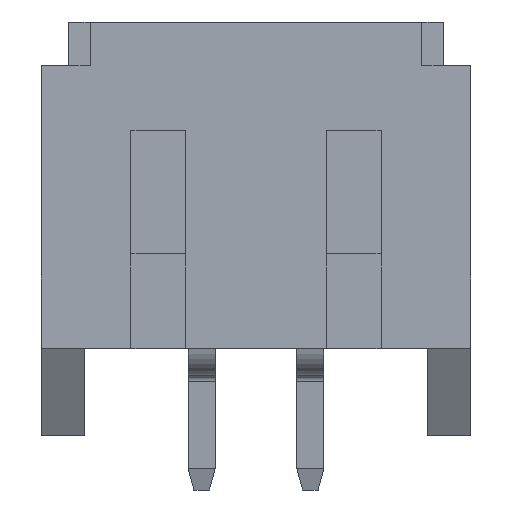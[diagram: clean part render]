
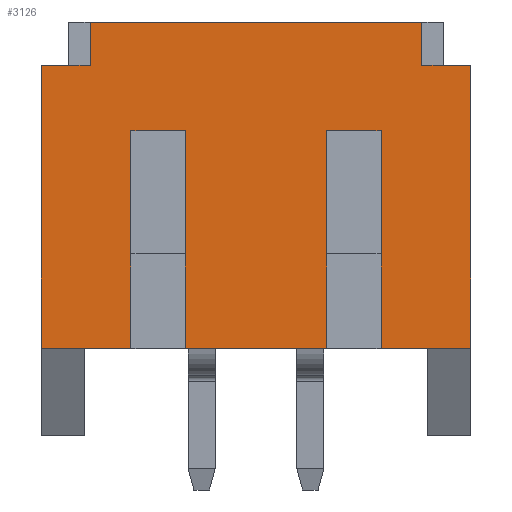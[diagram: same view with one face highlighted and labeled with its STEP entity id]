
A CAD part, top view. The second image highlights one B-rep face of the part: STEP entity #3126.
In plain terms, the highlighted planar face has unit normal (0, 0, 1).
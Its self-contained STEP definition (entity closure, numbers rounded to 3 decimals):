
#142=FACE_OUTER_BOUND('',#306,.T.);
#306=EDGE_LOOP('',(#2487,#2488,#2489,#2490,#2491,#2492,#2493,#2494,#2495,
#2496,#2497,#2498,#2499,#2500,#2501,#2502));
#531=LINE('',#4528,#961);
#536=LINE('',#4538,#966);
#547=LINE('',#4561,#977);
#575=LINE('',#4619,#1005);
#579=LINE('',#4627,#1009);
#583=LINE('',#4635,#1013);
#625=LINE('',#4714,#1055);
#636=LINE('',#4737,#1066);
#656=LINE('',#4778,#1086);
#674=LINE('',#4813,#1104);
#675=LINE('',#4815,#1105);
#676=LINE('',#4816,#1106);
#677=LINE('',#4818,#1107);
#678=LINE('',#4819,#1108);
#679=LINE('',#4820,#1109);
#680=LINE('',#4821,#1110);
#961=VECTOR('',#3699,1000.);
#966=VECTOR('',#3706,1000.);
#977=VECTOR('',#3719,1000.);
#1005=VECTOR('',#3761,1000.);
#1009=VECTOR('',#3765,1000.);
#1013=VECTOR('',#3769,1000.);
#1055=VECTOR('',#3821,1000.);
#1066=VECTOR('',#3840,1000.);
#1086=VECTOR('',#3872,1000.);
#1104=VECTOR('',#3902,1000.);
#1105=VECTOR('',#3903,1000.);
#1106=VECTOR('',#3904,1000.);
#1107=VECTOR('',#3905,1000.);
#1108=VECTOR('',#3906,1000.);
#1109=VECTOR('',#3907,1000.);
#1110=VECTOR('',#3908,1000.);
#1351=VERTEX_POINT('',#4525);
#1352=VERTEX_POINT('',#4527);
#1356=VERTEX_POINT('',#4537);
#1366=VERTEX_POINT('',#4558);
#1367=VERTEX_POINT('',#4560);
#1390=VERTEX_POINT('',#4618);
#1393=VERTEX_POINT('',#4624);
#1394=VERTEX_POINT('',#4626);
#1397=VERTEX_POINT('',#4632);
#1398=VERTEX_POINT('',#4634);
#1427=VERTEX_POINT('',#4704);
#1438=VERTEX_POINT('',#4735);
#1453=VERTEX_POINT('',#4777);
#1464=VERTEX_POINT('',#4812);
#1465=VERTEX_POINT('',#4814);
#1466=VERTEX_POINT('',#4817);
#1697=EDGE_CURVE('',#1351,#1352,#531,.T.);
#1702=EDGE_CURVE('',#1356,#1352,#536,.T.);
#1713=EDGE_CURVE('',#1367,#1366,#547,.T.);
#1743=EDGE_CURVE('',#1390,#1356,#575,.T.);
#1747=EDGE_CURVE('',#1394,#1393,#579,.T.);
#1751=EDGE_CURVE('',#1398,#1397,#583,.T.);
#1793=EDGE_CURVE('',#1427,#1398,#625,.T.);
#1804=EDGE_CURVE('',#1397,#1438,#636,.T.);
#1828=EDGE_CURVE('',#1390,#1453,#656,.T.);
#1846=EDGE_CURVE('',#1394,#1464,#674,.T.);
#1847=EDGE_CURVE('',#1465,#1393,#675,.T.);
#1848=EDGE_CURVE('',#1453,#1465,#676,.T.);
#1849=EDGE_CURVE('',#1351,#1466,#677,.T.);
#1850=EDGE_CURVE('',#1367,#1466,#678,.T.);
#1851=EDGE_CURVE('',#1427,#1366,#679,.T.);
#1852=EDGE_CURVE('',#1464,#1438,#680,.T.);
#2487=ORIENTED_EDGE('',*,*,#1846,.F.);
#2488=ORIENTED_EDGE('',*,*,#1747,.T.);
#2489=ORIENTED_EDGE('',*,*,#1847,.F.);
#2490=ORIENTED_EDGE('',*,*,#1848,.F.);
#2491=ORIENTED_EDGE('',*,*,#1828,.F.);
#2492=ORIENTED_EDGE('',*,*,#1743,.T.);
#2493=ORIENTED_EDGE('',*,*,#1702,.T.);
#2494=ORIENTED_EDGE('',*,*,#1697,.F.);
#2495=ORIENTED_EDGE('',*,*,#1849,.T.);
#2496=ORIENTED_EDGE('',*,*,#1850,.F.);
#2497=ORIENTED_EDGE('',*,*,#1713,.T.);
#2498=ORIENTED_EDGE('',*,*,#1851,.F.);
#2499=ORIENTED_EDGE('',*,*,#1793,.T.);
#2500=ORIENTED_EDGE('',*,*,#1751,.T.);
#2501=ORIENTED_EDGE('',*,*,#1804,.T.);
#2502=ORIENTED_EDGE('',*,*,#1852,.F.);
#2968=PLANE('',#3324);
#3126=ADVANCED_FACE('',(#142),#2968,.F.);
#3324=AXIS2_PLACEMENT_3D('',#4811,#3900,#3901);
#3699=DIRECTION('',(1.,0.,0.));
#3706=DIRECTION('',(0.,1.,0.));
#3719=DIRECTION('',(0.,-1.,0.));
#3761=DIRECTION('',(1.,0.,0.));
#3765=DIRECTION('',(1.,0.,0.));
#3769=DIRECTION('',(1.,0.,0.));
#3821=DIRECTION('',(0.,-1.,0.));
#3840=DIRECTION('',(0.,1.,0.));
#3872=DIRECTION('',(0.,1.,0.));
#3900=DIRECTION('center_axis',(0.,0.,
-1.));
#3901=DIRECTION('ref_axis',(0.,-1.,0.));
#3902=DIRECTION('',(0.,1.,0.));
#3903=DIRECTION('',(0.,-1.,0.));
#3904=DIRECTION('',(-1.,0.,0.));
#3905=DIRECTION('',(0.,1.,0.));
#3906=DIRECTION('',(1.,0.,0.));
#3907=DIRECTION('',(1.,0.,0.));
#3908=DIRECTION('',(-1.,0.,0.));
#4525=CARTESIAN_POINT('',(3.1,2.5,5.6));
#4527=CARTESIAN_POINT('',(4.,2.5,5.6));
#4528=CARTESIAN_POINT('',(4.,2.5,5.6));
#4537=CARTESIAN_POINT('',(4.,-2.7,5.6));
#4538=CARTESIAN_POINT('',(4.,3.3,5.6));
#4558=CARTESIAN_POINT('',(-3.,2.5,5.6));
#4560=CARTESIAN_POINT('',(-3.,3.3,5.6));
#4561=CARTESIAN_POINT('',(-3.,3.3,5.6));
#4618=CARTESIAN_POINT('',(2.35,-2.7,5.6));
#4619=CARTESIAN_POINT('',(4.,-2.7,5.6));
#4624=CARTESIAN_POINT('',(1.35,-2.7,5.6));
#4626=CARTESIAN_POINT('',(-1.25,-2.7,5.6));
#4627=CARTESIAN_POINT('',(4.,-2.7,5.6));
#4632=CARTESIAN_POINT('',(-2.25,-2.7,5.6));
#4634=CARTESIAN_POINT('',(-3.9,-2.7,5.6));
#4635=CARTESIAN_POINT('',(4.,-2.7,5.6));
#4704=CARTESIAN_POINT('',(-3.9,2.5,5.6));
#4714=CARTESIAN_POINT('',(-3.9,3.3,5.6));
#4735=CARTESIAN_POINT('',(-2.25,1.3,5.6));
#4737=CARTESIAN_POINT('',(-2.25,3.3,5.6));
#4777=CARTESIAN_POINT('',(2.35,1.3,5.6));
#4778=CARTESIAN_POINT('',(2.35,3.3,5.6));
#4811=CARTESIAN_POINT('Origin',(4.,-4.3,5.6));
#4812=CARTESIAN_POINT('',(-1.25,1.3,5.6));
#4813=CARTESIAN_POINT('',(-1.25,-4.3,5.6));
#4814=CARTESIAN_POINT('',(1.35,1.3,5.6));
#4815=CARTESIAN_POINT('',(1.35,-4.3,5.6));
#4816=CARTESIAN_POINT('',(4.,1.3,5.6));
#4817=CARTESIAN_POINT('',(3.1,3.3,5.6));
#4818=CARTESIAN_POINT('',(3.1,3.3,5.6));
#4819=CARTESIAN_POINT('',(4.,3.3,5.6));
#4820=CARTESIAN_POINT('',(4.,2.5,5.6));
#4821=CARTESIAN_POINT('',(4.,1.3,5.6));
